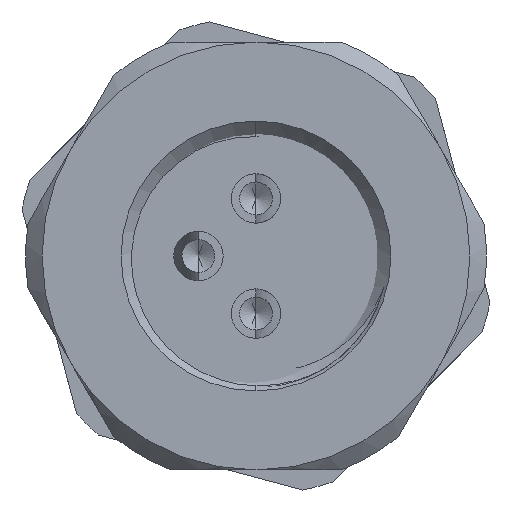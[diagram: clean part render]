
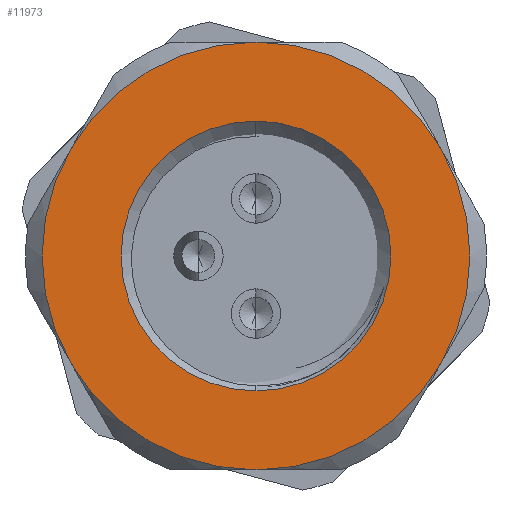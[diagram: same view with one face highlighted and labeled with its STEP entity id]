
A CAD part, left-side view. The second image highlights one B-rep face of the part: STEP entity #11973.
In plain terms, the highlighted planar face has unit normal (-1, 0, 0).
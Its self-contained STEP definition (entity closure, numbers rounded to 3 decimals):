
#1137 = DIRECTION ( 'NONE',  ( -1., 0., 0. ) ) ;
#1158 = DIRECTION ( 'NONE',  ( 1., 0., 0. ) ) ;
#1214 = PLANE ( 'NONE',  #7285 ) ;
#1229 = CARTESIAN_POINT ( 'NONE',  ( -13.6, 0., -4.1 ) ) ;
#1312 = CARTESIAN_POINT ( 'NONE',  ( -13.6, 7., 0. ) ) ;
#1495 = EDGE_CURVE ( 'NONE', #13517, #17048, #17087, .T. ) ;
#1669 = EDGE_CURVE ( 'NONE', #6896, #13517, #12117, .T. ) ;
#2210 = EDGE_CURVE ( 'NONE', #12754, #6896, #3105, .T. ) ;
#2339 = DIRECTION ( 'NONE',  ( 1., 0., 0. ) ) ;
#2741 = AXIS2_PLACEMENT_3D ( 'NONE', #7320, #5754, #5654 ) ;
#2773 = VERTEX_POINT ( 'NONE', #10341 ) ;
#3105 = CIRCLE ( 'NONE', #5619, 6.5 ) ;
#3186 = EDGE_CURVE ( 'NONE', #2773, #12754, #16819, .T. ) ;
#3231 = EDGE_CURVE ( 'NONE', #14464, #2773, #4034, .T. ) ;
#3291 = DIRECTION ( 'NONE',  ( 0., 0., -1. ) ) ;
#3303 = ORIENTED_EDGE ( 'NONE', *, *, #1669, .T. ) ;
#3723 = DIRECTION ( 'NONE',  ( 0., 0., -1. ) ) ;
#3914 = CIRCLE ( 'NONE', #13580, 6.5 ) ;
#3932 = CARTESIAN_POINT ( 'NONE',  ( -13.6, 0., 4.1 ) ) ;
#4034 = CIRCLE ( 'NONE', #11533, 6.5 ) ;
#4455 = DIRECTION ( 'NONE',  ( 0., 0., -1. ) ) ;
#4654 = EDGE_CURVE ( 'NONE', #17048, #14464, #3914, .T. ) ;
#4727 = CARTESIAN_POINT ( 'NONE',  ( -13.6, 5.629, -3.25 ) ) ;
#4987 = EDGE_LOOP ( 'NONE', ( #12173, #7568 ) ) ;
#5158 = CARTESIAN_POINT ( 'NONE',  ( -13.6, 0., 0. ) ) ;
#5619 = AXIS2_PLACEMENT_3D ( 'NONE', #11760, #7071, #11670 ) ;
#5654 = DIRECTION ( 'NONE',  ( 0., 0., -1. ) ) ;
#5754 = DIRECTION ( 'NONE',  ( -1., 0., 0. ) ) ;
#6002 = AXIS2_PLACEMENT_3D ( 'NONE', #12718, #1158, #8322 ) ;
#6199 = VERTEX_POINT ( 'NONE', #3932 ) ;
#6314 = ORIENTED_EDGE ( 'NONE', *, *, #1495, .T. ) ;
#6517 = ORIENTED_EDGE ( 'NONE', *, *, #3186, .T. ) ;
#6809 = AXIS2_PLACEMENT_3D ( 'NONE', #11901, #1137, #19204 ) ;
#6862 = ORIENTED_EDGE ( 'NONE', *, *, #3231, .T. ) ;
#6896 = VERTEX_POINT ( 'NONE', #19197 ) ;
#7009 = DIRECTION ( 'NONE',  ( -1., 0., 0. ) ) ;
#7071 = DIRECTION ( 'NONE',  ( -1., 0., 0. ) ) ;
#7285 = AXIS2_PLACEMENT_3D ( 'NONE', #1312, #7300, #13252 ) ;
#7300 = DIRECTION ( 'NONE',  ( 1., 0., 0. ) ) ;
#7307 = CARTESIAN_POINT ( 'NONE',  ( -13.6, 0., 0. ) ) ;
#7320 = CARTESIAN_POINT ( 'NONE',  ( -13.6, 0., 0. ) ) ;
#7387 = AXIS2_PLACEMENT_3D ( 'NONE', #11153, #2339, #3723 ) ;
#7568 = ORIENTED_EDGE ( 'NONE', *, *, #7852, .T. ) ;
#7852 = EDGE_CURVE ( 'NONE', #14601, #6199, #13310, .T. ) ;
#8322 = DIRECTION ( 'NONE',  ( 0., 0., -1. ) ) ;
#8576 = FACE_BOUND ( 'NONE', #4987, .T. ) ;
#8668 = FACE_OUTER_BOUND ( 'NONE', #14386, .T. ) ;
#9980 = AXIS2_PLACEMENT_3D ( 'NONE', #7307, #7009, #14707 ) ;
#10341 = CARTESIAN_POINT ( 'NONE',  ( -13.6, -5.629, -3.25 ) ) ;
#10410 = ORIENTED_EDGE ( 'NONE', *, *, #2210, .T. ) ;
#10750 = CARTESIAN_POINT ( 'NONE',  ( -13.6, 5.629, 3.25 ) ) ;
#11153 = CARTESIAN_POINT ( 'NONE',  ( -13.6, 0., 0. ) ) ;
#11320 = CIRCLE ( 'NONE', #6002, 4.1 ) ;
#11533 = AXIS2_PLACEMENT_3D ( 'NONE', #11794, #17730, #4455 ) ;
#11670 = DIRECTION ( 'NONE',  ( 0., 0., -1. ) ) ;
#11760 = CARTESIAN_POINT ( 'NONE',  ( -13.6, 0., 0. ) ) ;
#11794 = CARTESIAN_POINT ( 'NONE',  ( -13.6, 0., 0. ) ) ;
#11901 = CARTESIAN_POINT ( 'NONE',  ( -13.6, 0., 0. ) ) ;
#11973 = ADVANCED_FACE ( 'NONE', ( #8576, #8668 ), #1214, .F. ) ;
#12117 = CIRCLE ( 'NONE', #6809, 6.5 ) ;
#12173 = ORIENTED_EDGE ( 'NONE', *, *, #17792, .T. ) ;
#12718 = CARTESIAN_POINT ( 'NONE',  ( -13.6, 0., 0. ) ) ;
#12754 = VERTEX_POINT ( 'NONE', #15161 ) ;
#13252 = DIRECTION ( 'NONE',  ( 0., 0., -1. ) ) ;
#13310 = CIRCLE ( 'NONE', #7387, 4.1 ) ;
#13517 = VERTEX_POINT ( 'NONE', #10750 ) ;
#13580 = AXIS2_PLACEMENT_3D ( 'NONE', #5158, #16662, #3291 ) ;
#14386 = EDGE_LOOP ( 'NONE', ( #6862, #6517, #10410, #3303, #6314, #18986 ) ) ;
#14464 = VERTEX_POINT ( 'NONE', #17258 ) ;
#14601 = VERTEX_POINT ( 'NONE', #1229 ) ;
#14707 = DIRECTION ( 'NONE',  ( 0., 0., -1. ) ) ;
#15161 = CARTESIAN_POINT ( 'NONE',  ( -13.6, -5.629, 3.25 ) ) ;
#16662 = DIRECTION ( 'NONE',  ( -1., 0., 0. ) ) ;
#16819 = CIRCLE ( 'NONE', #9980, 6.5 ) ;
#17048 = VERTEX_POINT ( 'NONE', #4727 ) ;
#17087 = CIRCLE ( 'NONE', #2741, 6.5 ) ;
#17258 = CARTESIAN_POINT ( 'NONE',  ( -13.6, 0., -6.5 ) ) ;
#17730 = DIRECTION ( 'NONE',  ( -1., 0., 0. ) ) ;
#17792 = EDGE_CURVE ( 'NONE', #6199, #14601, #11320, .T. ) ;
#18986 = ORIENTED_EDGE ( 'NONE', *, *, #4654, .T. ) ;
#19197 = CARTESIAN_POINT ( 'NONE',  ( -13.6, 0., 6.5 ) ) ;
#19204 = DIRECTION ( 'NONE',  ( 0., 0., -1. ) ) ;
